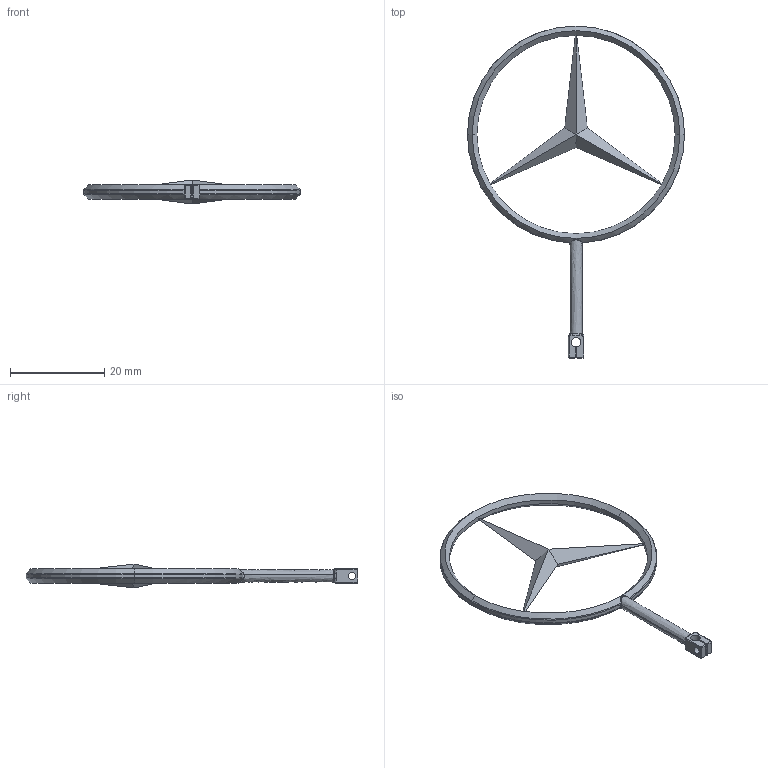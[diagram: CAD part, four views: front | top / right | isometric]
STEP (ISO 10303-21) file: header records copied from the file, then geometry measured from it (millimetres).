
FILE_DESCRIPTION (( 'STEP AP203' ), '1' );
FILE_NAME ('mercedes_Default_sldprt.STEP', '2023-02-02T06:24:52', ( '' ), ( '' ), 'SwSTEP 2.0', 'SolidWorks 2022', '' );
FILE_SCHEMA (( 'CONFIG_CONTROL_DESIGN' ));
Length unit declared in the file: millimetre
Products named in the file (1): mercedes_Default_sldprt
Bounding box: 46 x 70.34 x 5 mm (x, y, z)
Volume: 959.8 mm3; surface area: 1765.8 mm2
Topology: 2 solids, 2 shells, 102 faces, 238 edges, 134 vertices
Faces by surface type: cylinder 32, plane 26, bspline 22, torus 10, cone 8, sphere 4
Entity records: 3459 total; most frequent: CARTESIAN_POINT 1211, ORIENTED_EDGE 468, DIRECTION 438, EDGE_CURVE 234, AXIS2_PLACEMENT_3D 171, VERTEX_POINT 134, EDGE_LOOP 106, FACE_OUTER_BOUND 102
